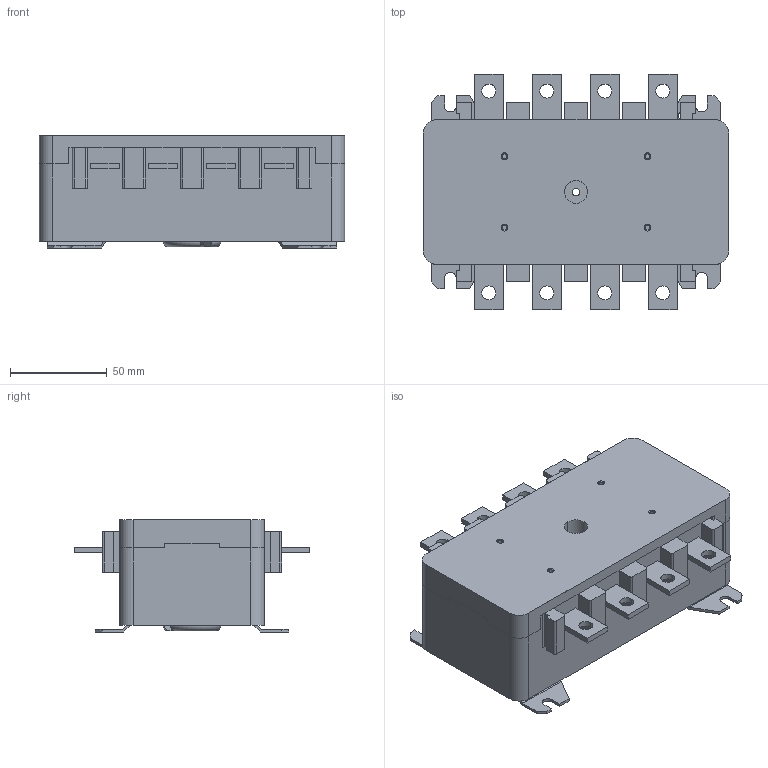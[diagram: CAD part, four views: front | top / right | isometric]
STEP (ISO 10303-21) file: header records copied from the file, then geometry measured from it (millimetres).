
FILE_DESCRIPTION(('Creo Elements/Direct Modeling STEP Export'),'2;1');
FILE_NAME('DMV-160-BOLT.stp','2012-06-28T12:04:27',(''),(''),'Creo Elements/Direct Modeling STEP processor for AP214 (Solid Model)','Creo Elements/Direct Modeling 17.0C 05-Feb-2011 (C) Parametric Technology GmbH','');
FILE_SCHEMA(('AUTOMOTIVE_DESIGN { 1 0 10303 214 1 1 1 1 }'));
Length unit declared in the file: millimetre
Products named in the file (2): 1814179
Assembly tree (1 placements, depth 2):
  1814179
    1814179
Bounding box: 158 x 122 x 58 mm (x, y, z)
Volume: 666509.8 mm3; surface area: 66717.8 mm2
Topology: 1 solids, 1 shells, 253 faces, 684 edges, 454 vertices
Faces by surface type: plane 175, cylinder 66, cone 8, torus 4
Entity records: 9276 total; most frequent: CARTESIAN_POINT 2079, ORIENTED_EDGE 1368, DIRECTION 1169, EDGE_CURVE 684, VECTOR 493, LINE 493, VERTEX_POINT 454, AXIS2_PLACEMENT_3D 338
